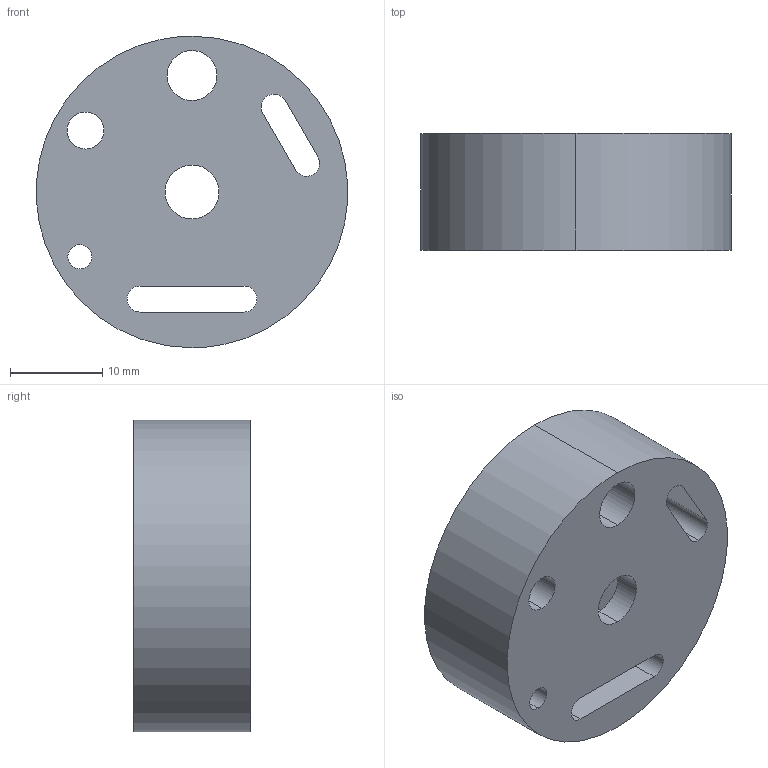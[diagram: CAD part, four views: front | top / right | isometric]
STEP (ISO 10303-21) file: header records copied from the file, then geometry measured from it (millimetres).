
FILE_DESCRIPTION(('FreeCAD Model'),'2;1');
FILE_NAME('Open CASCADE Shape Model','2025-05-03T07:51:24',('FreeCAD'),( 'FreeCAD'),'Open CASCADE STEP processor 7.6','FreeCAD','Unknown');
FILE_SCHEMA(('AUTOMOTIVE_DESIGN { 1 0 10303 214 1 1 1 1 }'));
Length unit declared in the file: millimetre
Products named in the file (1): Open CASCADE STEP translator 7.6 1
Bounding box: 33.75 x 12.68 x 33.82 mm (x, y, z)
Volume: 8660.3 mm3; surface area: 4531.6 mm2
Topology: 1 solids, 1 shells, 28 faces, 75 edges, 50 vertices
Faces by surface type: bspline 28
Entity records: 937 total; most frequent: CARTESIAN_POINT 477, ORIENTED_EDGE 150, EDGE_CURVE 75, VERTEX_POINT 50, B_SPLINE_CURVE_WITH_KNOTS 45, FACE_BOUND 41, EDGE_LOOP 41, ADVANCED_FACE 28
